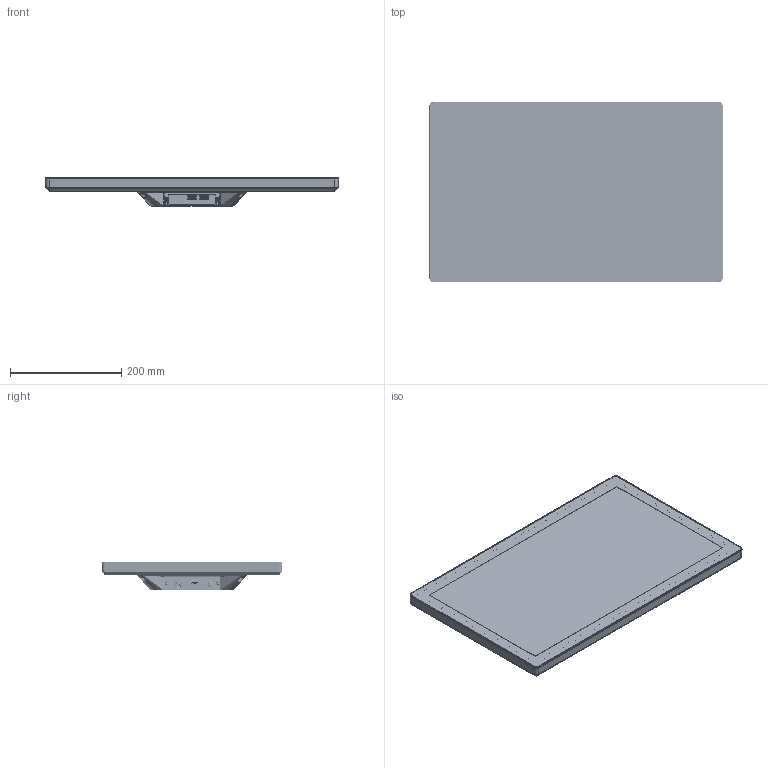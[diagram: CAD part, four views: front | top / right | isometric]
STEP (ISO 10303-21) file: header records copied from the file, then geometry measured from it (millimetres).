
FILE_DESCRIPTION(/* description */ (''),/* implementation_level */ '2;1');
FILE_NAME(/* name */ 'HP_TMG(H)-215FH03-01.stp',/* time_stamp */ '2023-07-13T10:55:21+09:00',/* author */ ('KIKOU-CAD3'),/* organization */ (''),/* preprocessor_version */ 'ST-DEVELOPER v18.1',/* originating_system */ 'Autodesk Inventor 2020',/* authorisation */ '');
FILE_SCHEMA (('AUTOMOTIVE_DESIGN { 1 0 10303 214 3 1 1 }'));
Products named in the file (1): TMG(H)-215FH01-03_HP用
Bounding box: 527 x 325 x 52 mm (x, y, z)
Volume: 1099477 mm3; surface area: 937708.5 mm2
Topology: 1 solids, 57 shells, 9682 faces, 26879 edges, 17375 vertices
Faces by surface type: plane 6880, cylinder 1719, bspline 532, cone 380, torus 144, sphere 27
Full cylindrical faces by diameter (mm): 0.8 x10, 2 x1, 2.5 x10, 2.6 x22, 2.7 x4, 3 x20, 3.242 x8, 3.5 x9, 3.6 x14, 3.7 x6, 3.8 x4, 3.9 x2, 4 x25, 4.5 x4, 4.6 x13, 5 x10, 5.5 x7, 5.6 x7, 5.7 x1, 6 x9, 6.3 x9, 6.5 x1, 6.6 x5, 7 x3, 7.6 x8, 7.94 x1, 8 x14, 8.1 x1, 8.3 x1, 10 x5
Entity records: 323202 total; most frequent: CARTESIAN_POINT 74722, ORIENTED_EDGE 53786, DIRECTION 48930, EDGE_CURVE 26893, LINE 20278, VECTOR 20278, VERTEX_POINT 17383, AXIS2_PLACEMENT_3D 14326
